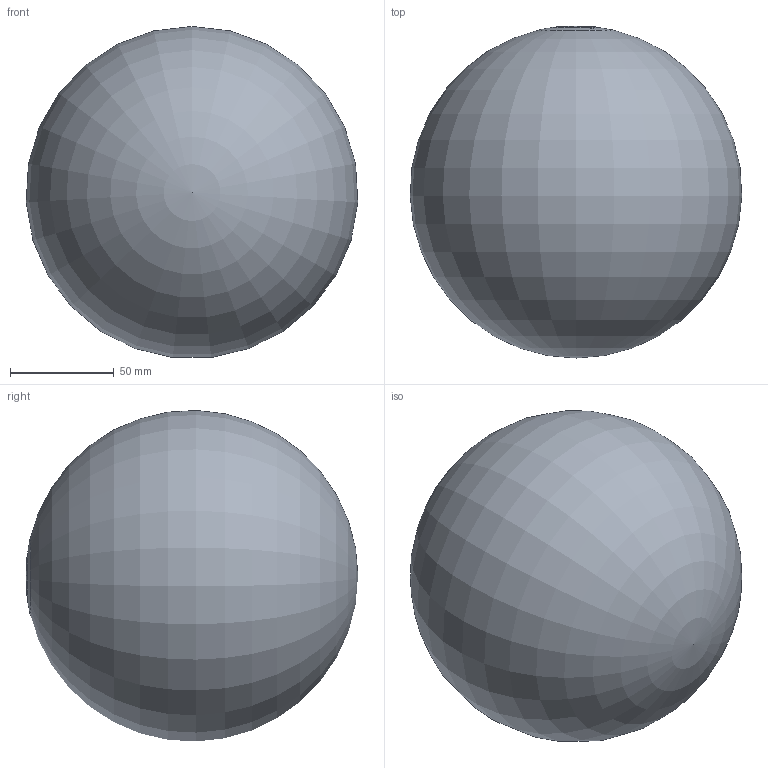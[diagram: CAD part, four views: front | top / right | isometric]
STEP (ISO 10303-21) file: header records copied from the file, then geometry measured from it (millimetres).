
FILE_DESCRIPTION(/* description */ ('STEP AP214'),/* implementation_level */ '2;1');
FILE_NAME(/* name */ '8175243_MS4-LR-1_4-D6-A8-F1A-B',/* time_stamp */ '2024-09-09T18:45:37+02:00',/* author */ ('License CC BY-ND 4.0'),/* organization */ ('CADENAS'),/* preprocessor_version */ 'ST-DEVELOPER v19.3',/* originating_system */ 'PARTsolutions',/* authorisation */ ' ');
FILE_SCHEMA (('AUTOMOTIVE_DESIGN {1 0 10303 214 3 1 1}'));
Length unit declared in the file: millimetre
Products named in the file (1): 8175243 MS4-LR-1/4-D6-A8-F1A-B---(high)
Bounding box: 159.67 x 159.9 x 159.4 mm (x, y, z)
Volume: 1984403.9 mm3; surface area: 107373.1 mm2
Topology: 1 solids, 1 shells, 442 faces, 1208 edges, 794 vertices
Faces by surface type: plane 218, cylinder 196, torus 15, cone 13
Full cylindrical faces by diameter (mm): 6 x4, 8.566 x1, 11.445 x2, 15 x1, 27.9 x1
Entity records: 17201 total; most frequent: CARTESIAN_POINT 2761, DIRECTION 2406, ORIENTED_EDGE 2366, EDGE_CURVE 1183, AXIS2_PLACEMENT_3D 883, VERTEX_POINT 791, LINE 640, VECTOR 640
